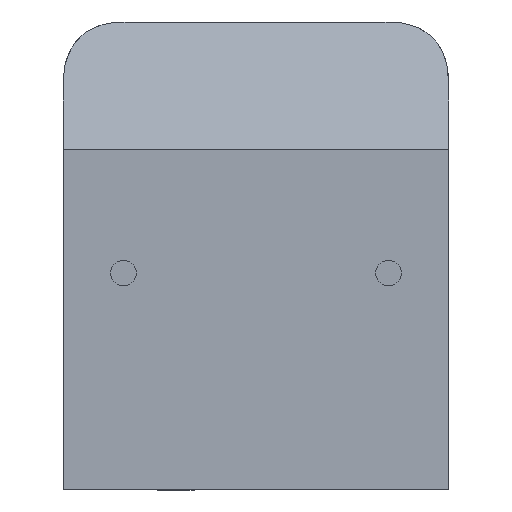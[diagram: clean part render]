
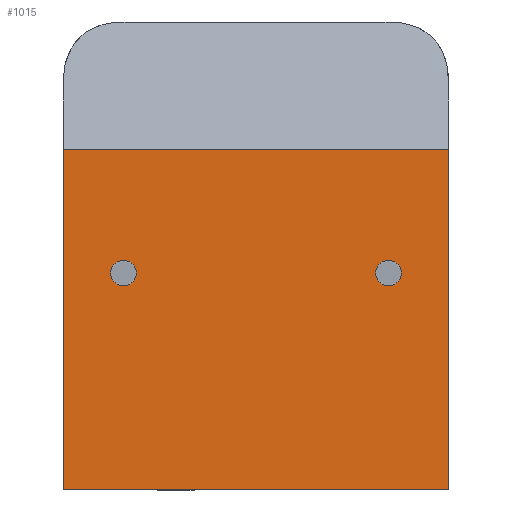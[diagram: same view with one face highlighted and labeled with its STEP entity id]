
A CAD part, front view. The second image highlights one B-rep face of the part: STEP entity #1015.
In plain terms, the highlighted free-form (B-spline) face has degree [1, 1] with [2, 2] control points.
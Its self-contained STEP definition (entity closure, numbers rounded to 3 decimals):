
#60=LINE('',#1624,#126);
#64=LINE('',#2694,#130);
#91=LINE('',#2885,#157);
#98=LINE('',#2904,#164);
#126=VECTOR('',#1176,1000.);
#130=VECTOR('',#1186,1000.);
#157=VECTOR('',#1247,1000.);
#164=VECTOR('',#1260,1000.);
#192=B_SPLINE_SURFACE_WITH_KNOTS('',1,1,((#2900,#2901),(#2902,#2903)),
 .PLANE_SURF.,.F.,.F.,.F.,(2,2),(2,2),(0.,1.),(0.,1.),.UNSPECIFIED.);
#397=ORIENTED_EDGE('',*,*,#638,.T.);
#398=ORIENTED_EDGE('',*,*,#648,.F.);
#399=ORIENTED_EDGE('',*,*,#592,.F.);
#400=ORIENTED_EDGE('',*,*,#569,.F.);
#401=ORIENTED_EDGE('',*,*,#649,.T.);
#402=ORIENTED_EDGE('',*,*,#558,.T.);
#403=ORIENTED_EDGE('',*,*,#650,.T.);
#404=ORIENTED_EDGE('',*,*,#555,.T.);
#555=EDGE_CURVE('',#695,#696,#790,.T.);
#558=EDGE_CURVE('',#697,#698,#791,.T.);
#569=EDGE_CURVE('',#707,#708,#60,.T.);
#592=EDGE_CURVE('',#708,#730,#64,.T.);
#638=EDGE_CURVE('',#707,#763,#91,.T.);
#648=EDGE_CURVE('',#730,#763,#98,.T.);
#649=EDGE_CURVE('',#698,#697,#815,.T.);
#650=EDGE_CURVE('',#696,#695,#816,.T.);
#695=VERTEX_POINT('',#1520);
#696=VERTEX_POINT('',#1522);
#697=VERTEX_POINT('',#1533);
#698=VERTEX_POINT('',#1535);
#707=VERTEX_POINT('',#1623);
#708=VERTEX_POINT('',#1625);
#730=VERTEX_POINT('',#2695);
#763=VERTEX_POINT('',#2884);
#790=CIRCLE('',#1072,1.5);
#791=CIRCLE('',#1073,1.5);
#815=CIRCLE('',#1097,1.5);
#816=CIRCLE('',#1098,1.5);
#859=EDGE_LOOP('',(#397,#398,#399,#400));
#860=EDGE_LOOP('',(#401,#402));
#861=EDGE_LOOP('',(#403,#404));
#924=FACE_BOUND('',#859,.T.);
#925=FACE_BOUND('',#860,.T.);
#926=FACE_BOUND('',#861,.T.);
#1015=ADVANCED_FACE('',(#924,#925,#926),#192,.T.);
#1072=AXIS2_PLACEMENT_3D('',#1523,#1164,#1165);
#1073=AXIS2_PLACEMENT_3D('',#1536,#1168,#1169);
#1097=AXIS2_PLACEMENT_3D('',#2905,#1261,#1262);
#1098=AXIS2_PLACEMENT_3D('',#2906,#1263,#1264);
#1164=DIRECTION('',(0.,1.,0.));
#1165=DIRECTION('',(0.,0.,-1.));
#1168=DIRECTION('',(0.,1.,0.));
#1169=DIRECTION('',(0.,0.,-1.));
#1176=DIRECTION('',(1.,0.,0.));
#1186=DIRECTION('',(0.,0.,-1.));
#1247=DIRECTION('',(0.,0.,-1.));
#1260=DIRECTION('',(-1.,0.,0.));
#1261=DIRECTION('',(0.,1.,0.));
#1262=DIRECTION('',(0.,0.,-1.));
#1263=DIRECTION('',(0.,1.,0.));
#1264=DIRECTION('',(0.,0.,-1.));
#1520=CARTESIAN_POINT('',(15.579,0.,6.625));
#1522=CARTESIAN_POINT('',(15.579,0.,3.625));
#1523=CARTESIAN_POINT('',(15.579,0.,5.125));
#1533=CARTESIAN_POINT('',(-15.579,0.,6.625));
#1535=CARTESIAN_POINT('',(-15.579,0.,3.625));
#1536=CARTESIAN_POINT('',(-15.579,0.,5.125));
#1623=CARTESIAN_POINT('',(-22.65,0.,19.625));
#1624=CARTESIAN_POINT('',(8.635,0.,19.625));
#1625=CARTESIAN_POINT('',(22.65,0.,19.625));
#2694=CARTESIAN_POINT('',(22.65,0.,15.125));
#2695=CARTESIAN_POINT('',(22.65,0.,-20.375));
#2884=CARTESIAN_POINT('',(-22.65,0.,-20.375));
#2885=CARTESIAN_POINT('',(-22.65,0.,15.125));
#2900=CARTESIAN_POINT('',(-24.915,0.,21.625));
#2901=CARTESIAN_POINT('',(24.915,0.,21.625));
#2902=CARTESIAN_POINT('',(-24.915,0.,-22.375));
#2903=CARTESIAN_POINT('',(24.915,0.,-22.375));
#2904=CARTESIAN_POINT('',(8.635,0.,-20.375));
#2905=CARTESIAN_POINT('',(-15.579,0.,5.125));
#2906=CARTESIAN_POINT('',(15.579,0.,5.125));
